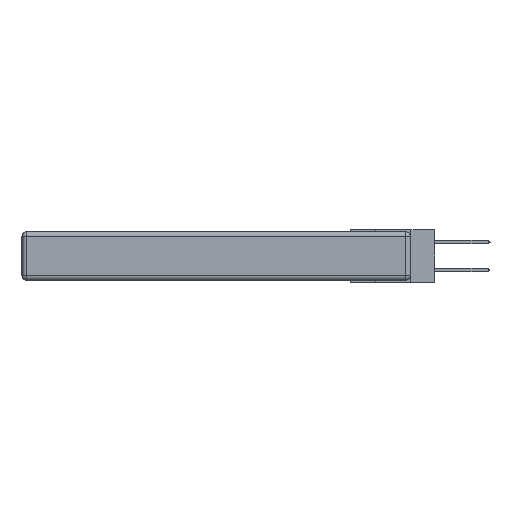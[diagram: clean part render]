
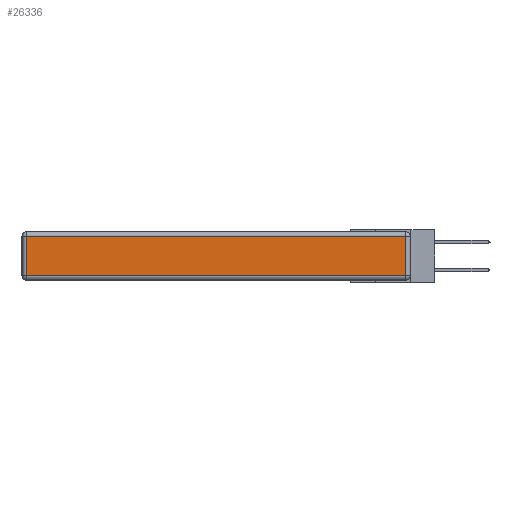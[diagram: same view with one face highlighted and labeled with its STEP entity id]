
A CAD part, left-side view. The second image highlights one B-rep face of the part: STEP entity #26336.
In plain terms, the highlighted planar face has unit normal (-1, 0, 0).
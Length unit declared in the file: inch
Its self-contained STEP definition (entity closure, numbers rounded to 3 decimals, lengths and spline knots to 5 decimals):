
#882 = VERTEX_POINT ( 'NONE', #15456 ) ;
#2045 = DIRECTION ( 'NONE',  ( 0., -1., 0. ) ) ;
#2762 = FACE_OUTER_BOUND ( 'NONE', #23082, .T. ) ;
#2876 = CARTESIAN_POINT ( 'NONE',  ( 0., 2.72, -0.343 ) ) ;
#5426 = LINE ( 'NONE', #10625, #16432 ) ;
#5836 = CARTESIAN_POINT ( 'NONE',  ( 0., 0.03, -0.03 ) ) ;
#6025 = CARTESIAN_POINT ( 'NONE',  ( 0., 2.72, -0.313 ) ) ;
#6316 = ORIENTED_EDGE ( 'NONE', *, *, #25193, .T. ) ;
#6619 = CARTESIAN_POINT ( 'NONE',  ( 0., 0., -0.343 ) ) ;
#7559 = DIRECTION ( 'NONE',  ( 0., 1., 0. ) ) ;
#7971 = AXIS2_PLACEMENT_3D ( 'NONE', #6619, #25442, #13491 ) ;
#8204 = CARTESIAN_POINT ( 'NONE',  ( 0., 2.72, -0.03 ) ) ;
#8476 = DIRECTION ( 'NONE',  ( 0., 0., 1. ) ) ;
#9551 = VERTEX_POINT ( 'NONE', #8204 ) ;
#10625 = CARTESIAN_POINT ( 'NONE',  ( 0., 0.03, -0.343 ) ) ;
#10901 = VERTEX_POINT ( 'NONE', #6025 ) ;
#11268 = EDGE_CURVE ( 'NONE', #882, #21312, #5426, .T. ) ;
#13491 = DIRECTION ( 'NONE',  ( 0., 0., 1. ) ) ;
#13728 = CARTESIAN_POINT ( 'NONE',  ( 0., 0., -0.313 ) ) ;
#13970 = VECTOR ( 'NONE', #2045, 39.37008 ) ;
#15456 = CARTESIAN_POINT ( 'NONE',  ( 0., 0.03, -0.313 ) ) ;
#15738 = ORIENTED_EDGE ( 'NONE', *, *, #11268, .T. ) ;
#16207 = EDGE_CURVE ( 'NONE', #21312, #9551, #28806, .T. ) ;
#16432 = VECTOR ( 'NONE', #8476, 39.37008 ) ;
#17892 = ORIENTED_EDGE ( 'NONE', *, *, #21492, .T. ) ;
#18963 = VECTOR ( 'NONE', #23872, 39.37008 ) ;
#19110 = LINE ( 'NONE', #13728, #13970 ) ;
#20973 = PLANE ( 'NONE',  #7971 ) ;
#21181 = LINE ( 'NONE', #2876, #18963 ) ;
#21312 = VERTEX_POINT ( 'NONE', #5836 ) ;
#21492 = EDGE_CURVE ( 'NONE', #10901, #882, #19110, .T. ) ;
#21572 = CARTESIAN_POINT ( 'NONE',  ( 0., 2.75, -0.03 ) ) ;
#22608 = VECTOR ( 'NONE', #7559, 39.37008 ) ;
#23082 = EDGE_LOOP ( 'NONE', ( #17892, #15738, #28096, #6316 ) ) ;
#23872 = DIRECTION ( 'NONE',  ( 0., 0., -1. ) ) ;
#25193 = EDGE_CURVE ( 'NONE', #9551, #10901, #21181, .T. ) ;
#25442 = DIRECTION ( 'NONE',  ( -1., 0., 0. ) ) ;
#26336 = ADVANCED_FACE ( 'NONE', ( #2762 ), #20973, .T. ) ;
#28096 = ORIENTED_EDGE ( 'NONE', *, *, #16207, .T. ) ;
#28806 = LINE ( 'NONE', #21572, #22608 ) ;
